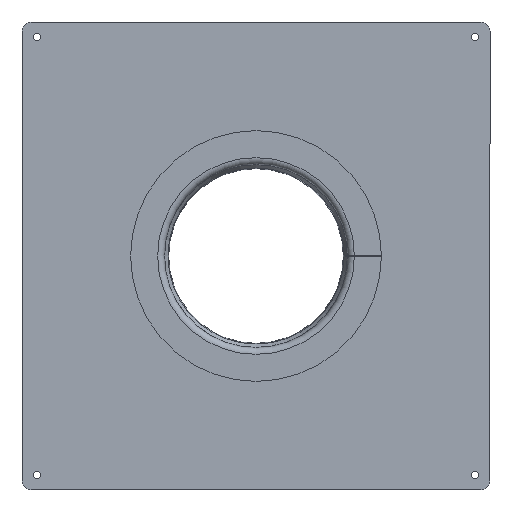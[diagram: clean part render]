
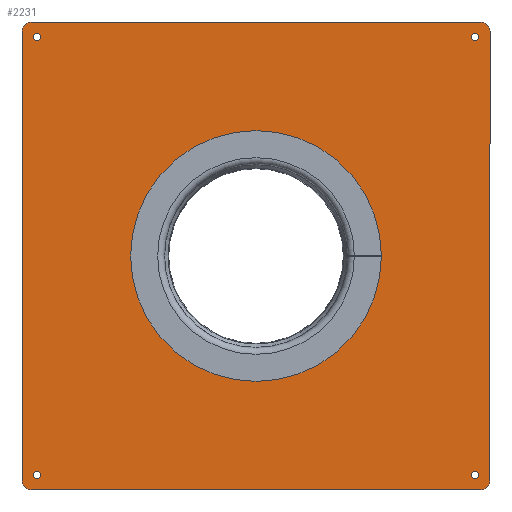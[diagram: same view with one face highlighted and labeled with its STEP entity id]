
A CAD part, front view. The second image highlights one B-rep face of the part: STEP entity #2231.
In plain terms, the highlighted face is planar.
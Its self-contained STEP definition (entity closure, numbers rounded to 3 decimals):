
#1950=CARTESIAN_POINT('',(-115.,-117.,0.0));
#1951=VERTEX_POINT('',#1950);
#1952=CARTESIAN_POINT('',(-117.,-117.,0.0));
#1953=DIRECTION('',(0.0,0.0,1.0));
#1954=DIRECTION('',(-1.0,0.0,0.0));
#1955=AXIS2_PLACEMENT_3D('',#1952,#1953,#1954);
#1956=CIRCLE('',#1955,2.);
#1957=EDGE_CURVE('',#1951,#1951,#1956,.T.);
#1978=CARTESIAN_POINT('',(119.,117.0,0.0));
#1979=VERTEX_POINT('',#1978);
#1980=CARTESIAN_POINT('',(117.,117.0,0.0));
#1981=DIRECTION('',(0.0,0.0,1.0));
#1982=DIRECTION('',(-1.0,0.0,0.0));
#1983=AXIS2_PLACEMENT_3D('',#1980,#1981,#1982);
#1984=CIRCLE('',#1983,2.);
#1985=EDGE_CURVE('',#1979,#1979,#1984,.T.);
#2006=CARTESIAN_POINT('',(-115.,117.0,0.0));
#2007=VERTEX_POINT('',#2006);
#2008=CARTESIAN_POINT('',(-117.,117.0,0.0));
#2009=DIRECTION('',(0.0,0.0,1.0));
#2010=DIRECTION('',(-1.0,0.0,0.0));
#2011=AXIS2_PLACEMENT_3D('',#2008,#2009,#2010);
#2012=CIRCLE('',#2011,2.0);
#2013=EDGE_CURVE('',#2007,#2007,#2012,.T.);
#2034=CARTESIAN_POINT('',(119.0,-117.,0.0));
#2035=VERTEX_POINT('',#2034);
#2036=CARTESIAN_POINT('',(117.,-117.,0.0));
#2037=DIRECTION('',(0.0,0.0,1.0));
#2038=DIRECTION('',(-1.0,0.0,0.0));
#2039=AXIS2_PLACEMENT_3D('',#2036,#2037,#2038);
#2040=CIRCLE('',#2039,2.0);
#2041=EDGE_CURVE('',#2035,#2035,#2040,.T.);
#2062=CARTESIAN_POINT('',(57.0,0.,0.0));
#2063=VERTEX_POINT('',#2062);
#2064=CARTESIAN_POINT('',(0.0,0.0,0.0));
#2065=DIRECTION('',(0.0,0.0,1.0));
#2066=DIRECTION('',(-1.0,0.0,0.0));
#2067=AXIS2_PLACEMENT_3D('',#2064,#2065,#2066);
#2068=CIRCLE('',#2067,57.0);
#2069=EDGE_CURVE('',#2063,#2063,#2068,.T.);
#2101=CARTESIAN_POINT('',(-125.,-120.,0.0));
#2102=VERTEX_POINT('',#2101);
#2109=CARTESIAN_POINT('',(-120.,-125.,0.0));
#2110=VERTEX_POINT('',#2109);
#2111=CARTESIAN_POINT('',(-120.,-120.,0.0));
#2112=DIRECTION('',(0.0,0.0,1.0));
#2113=DIRECTION('',(-0.707,-0.707,0.0));
#2114=AXIS2_PLACEMENT_3D('',#2111,#2112,#2113);
#2115=CIRCLE('',#2114,5.);
#2116=EDGE_CURVE('',#2102,#2110,#2115,.T.);
#2133=CARTESIAN_POINT('',(120.,-125.,0.0));
#2134=VERTEX_POINT('',#2133);
#2135=CARTESIAN_POINT('',(-120.,-125.,0.0));
#2136=DIRECTION('',(1.0,0.0,0.0));
#2137=VECTOR('',#2136,240.0);
#2138=LINE('',#2135,#2137);
#2139=EDGE_CURVE('',#2110,#2134,#2138,.T.);
#2158=CARTESIAN_POINT('',(0.0,0.,0.0));
#2159=DIRECTION('',(0.0,0.0,1.0));
#2160=DIRECTION('',(1.0,0.0,0.0));
#2161=AXIS2_PLACEMENT_3D('',#2158,#2159,#2160);
#2162=PLANE('',#2161);
#2163=ORIENTED_EDGE('',*,*,#2116,.F.);
#2164=CARTESIAN_POINT('',(-125.,120.0,0.0));
#2165=VERTEX_POINT('',#2164);
#2166=CARTESIAN_POINT('',(-125.,120.0,0.0));
#2167=DIRECTION('',(0.0,-1.0,0.0));
#2168=VECTOR('',#2167,240.);
#2169=LINE('',#2166,#2168);
#2170=EDGE_CURVE('',#2165,#2102,#2169,.T.);
#2171=ORIENTED_EDGE('',*,*,#2170,.F.);
#2172=CARTESIAN_POINT('',(-120.,125.0,0.0));
#2173=VERTEX_POINT('',#2172);
#2174=CARTESIAN_POINT('',(-120.,120.0,0.0));
#2175=DIRECTION('',(0.0,0.0,1.0));
#2176=DIRECTION('',(-0.707,0.707,0.0));
#2177=AXIS2_PLACEMENT_3D('',#2174,#2175,#2176);
#2178=CIRCLE('',#2177,5.);
#2179=EDGE_CURVE('',#2173,#2165,#2178,.T.);
#2180=ORIENTED_EDGE('',*,*,#2179,.F.);
#2181=CARTESIAN_POINT('',(120.,125.0,0.0));
#2182=VERTEX_POINT('',#2181);
#2183=CARTESIAN_POINT('',(120.,125.0,0.0));
#2184=DIRECTION('',(-1.0,0.0,0.0));
#2185=VECTOR('',#2184,240.0);
#2186=LINE('',#2183,#2185);
#2187=EDGE_CURVE('',#2182,#2173,#2186,.T.);
#2188=ORIENTED_EDGE('',*,*,#2187,.F.);
#2189=CARTESIAN_POINT('',(125.,120.0,0.0));
#2190=VERTEX_POINT('',#2189);
#2191=CARTESIAN_POINT('',(120.,120.0,0.0));
#2192=DIRECTION('',(0.0,0.0,1.0));
#2193=DIRECTION('',(0.707,0.707,0.0));
#2194=AXIS2_PLACEMENT_3D('',#2191,#2192,#2193);
#2195=CIRCLE('',#2194,5.);
#2196=EDGE_CURVE('',#2190,#2182,#2195,.T.);
#2197=ORIENTED_EDGE('',*,*,#2196,.F.);
#2198=CARTESIAN_POINT('',(125.,-120.,0.0));
#2199=VERTEX_POINT('',#2198);
#2200=CARTESIAN_POINT('',(125.,-120.,0.0));
#2201=DIRECTION('',(0.0,1.0,0.0));
#2202=VECTOR('',#2201,240.);
#2203=LINE('',#2200,#2202);
#2204=EDGE_CURVE('',#2199,#2190,#2203,.T.);
#2205=ORIENTED_EDGE('',*,*,#2204,.F.);
#2206=CARTESIAN_POINT('',(120.,-120.,0.0));
#2207=DIRECTION('',(0.0,0.0,1.0));
#2208=DIRECTION('',(0.707,-0.707,0.0));
#2209=AXIS2_PLACEMENT_3D('',#2206,#2207,#2208);
#2210=CIRCLE('',#2209,5.);
#2211=EDGE_CURVE('',#2134,#2199,#2210,.T.);
#2212=ORIENTED_EDGE('',*,*,#2211,.F.);
#2213=ORIENTED_EDGE('',*,*,#2139,.F.);
#2214=EDGE_LOOP('',(#2163,#2171,#2180,#2188,#2197,#2205,#2212,#2213));
#2215=FACE_OUTER_BOUND('',#2214,.T.);
#2216=ORIENTED_EDGE('',*,*,#1957,.T.);
#2217=EDGE_LOOP('',(#2216));
#2218=FACE_BOUND('',#2217,.T.);
#2219=ORIENTED_EDGE('',*,*,#1985,.T.);
#2220=EDGE_LOOP('',(#2219));
#2221=FACE_BOUND('',#2220,.T.);
#2222=ORIENTED_EDGE('',*,*,#2013,.T.);
#2223=EDGE_LOOP('',(#2222));
#2224=FACE_BOUND('',#2223,.T.);
#2225=ORIENTED_EDGE('',*,*,#2041,.T.);
#2226=EDGE_LOOP('',(#2225));
#2227=FACE_BOUND('',#2226,.T.);
#2228=ORIENTED_EDGE('',*,*,#2069,.T.);
#2229=EDGE_LOOP('',(#2228));
#2230=FACE_BOUND('',#2229,.T.);
#2231=ADVANCED_FACE('',(#2215,#2218,#2221,#2224,#2227,#2230),#2162,.F.);
